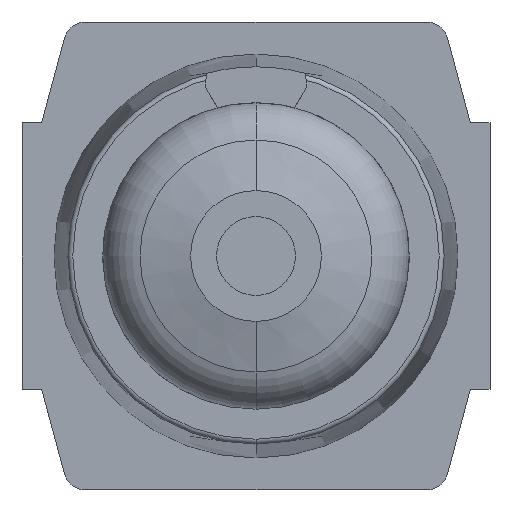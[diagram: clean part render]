
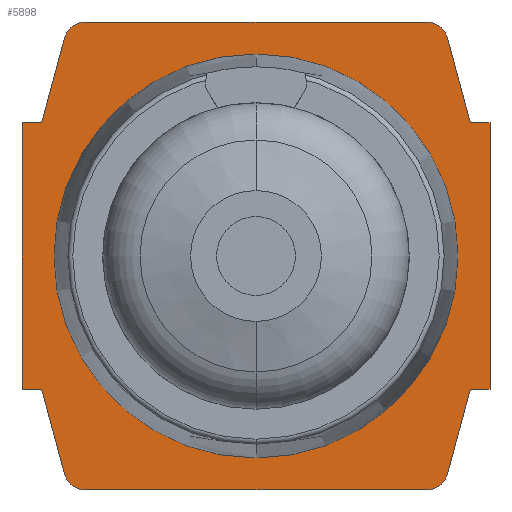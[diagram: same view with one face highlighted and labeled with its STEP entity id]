
A CAD part, front view. The second image highlights one B-rep face of the part: STEP entity #5898.
In plain terms, the highlighted planar face has unit normal (0, -1, 0).
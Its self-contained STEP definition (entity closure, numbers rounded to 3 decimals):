
#34 = LINE ( 'NONE', #6817, #6482 ) ;
#80 = LINE ( 'NONE', #1796, #6526 ) ;
#158 = CARTESIAN_POINT ( 'NONE',  ( 0., -47., 0. ) ) ;
#170 = DIRECTION ( 'NONE',  ( 0., -1., 0. ) ) ;
#206 = CARTESIAN_POINT ( 'NONE',  ( 43.5, -47., 27. ) ) ;
#285 = EDGE_LOOP ( 'NONE', ( #5214, #3430 ) ) ;
#364 = EDGE_CURVE ( 'NONE', #7381, #1759, #7756, .T. ) ;
#571 = FACE_OUTER_BOUND ( 'NONE', #3311, .T. ) ;
#730 = DIRECTION ( 'NONE',  ( -0.259, 0., -0.966 ) ) ;
#758 = CARTESIAN_POINT ( 'NONE',  ( -43.5, -47., -27. ) ) ;
#914 = DIRECTION ( 'NONE',  ( -0.259, 0., 0.966 ) ) ;
#921 = LINE ( 'NONE', #7418, #5711 ) ;
#940 = VERTEX_POINT ( 'NONE', #5852 ) ;
#941 = EDGE_CURVE ( 'NONE', #4370, #7381, #5934, .T. ) ;
#977 = VERTEX_POINT ( 'NONE', #5332 ) ;
#993 = CIRCLE ( 'NONE', #6114, 41. ) ;
#1153 = DIRECTION ( 'NONE',  ( -1., 0., 0. ) ) ;
#1175 = VECTOR ( 'NONE', #6370, 1000. ) ;
#1223 = EDGE_CURVE ( 'NONE', #940, #2829, #5830, .T. ) ;
#1325 = VECTOR ( 'NONE', #3209, 1000. ) ;
#1328 = CARTESIAN_POINT ( 'NONE',  ( -43.5, -47., 27. ) ) ;
#1452 = ORIENTED_EDGE ( 'NONE', *, *, #1641, .T. ) ;
#1463 = VERTEX_POINT ( 'NONE', #3555 ) ;
#1473 = EDGE_CURVE ( 'NONE', #1759, #2360, #4271, .T. ) ;
#1604 = VECTOR ( 'NONE', #5437, 1000. ) ;
#1641 = EDGE_CURVE ( 'NONE', #1463, #5168, #6591, .T. ) ;
#1700 = AXIS2_PLACEMENT_3D ( 'NONE', #7113, #2392, #3143 ) ;
#1716 = CARTESIAN_POINT ( 'NONE',  ( -34.554, -47., 47.5 ) ) ;
#1759 = VERTEX_POINT ( 'NONE', #3866 ) ;
#1794 = ORIENTED_EDGE ( 'NONE', *, *, #2373, .T. ) ;
#1796 = CARTESIAN_POINT ( 'NONE',  ( 47.5, -47., -27. ) ) ;
#1885 = CARTESIAN_POINT ( 'NONE',  ( -47.5, -47., -27. ) ) ;
#1901 = DIRECTION ( 'NONE',  ( 0., -1., 0. ) ) ;
#1953 = LINE ( 'NONE', #2330, #7782 ) ;
#1994 = AXIS2_PLACEMENT_3D ( 'NONE', #3568, #3556, #3554 ) ;
#2025 = ORIENTED_EDGE ( 'NONE', *, *, #2363, .T. ) ;
#2039 = CARTESIAN_POINT ( 'NONE',  ( 34.554, -47., 43. ) ) ;
#2184 = LINE ( 'NONE', #6680, #5312 ) ;
#2280 = CIRCLE ( 'NONE', #1994, 4.5 ) ;
#2290 = DIRECTION ( 'NONE',  ( 0., 0., -1. ) ) ;
#2330 = CARTESIAN_POINT ( 'NONE',  ( 47.5, -47., 27. ) ) ;
#2360 = VERTEX_POINT ( 'NONE', #5627 ) ;
#2363 = EDGE_CURVE ( 'NONE', #5168, #2897, #3378, .T. ) ;
#2373 = EDGE_CURVE ( 'NONE', #977, #7757, #34, .T. ) ;
#2389 = CARTESIAN_POINT ( 'NONE',  ( -43.5, -47., -27. ) ) ;
#2392 = DIRECTION ( 'NONE',  ( 0., -1., 0. ) ) ;
#2583 = CIRCLE ( 'NONE', #4204, 4.5 ) ;
#2621 = DIRECTION ( 'NONE',  ( 0., 1., 0. ) ) ;
#2769 = ORIENTED_EDGE ( 'NONE', *, *, #4361, .T. ) ;
#2829 = VERTEX_POINT ( 'NONE', #5495 ) ;
#2855 = DIRECTION ( 'NONE',  ( -1., 0., 0. ) ) ;
#2897 = VERTEX_POINT ( 'NONE', #4631 ) ;
#3022 = VECTOR ( 'NONE', #5173, 1000. ) ;
#3121 = CARTESIAN_POINT ( 'NONE',  ( 47.5, -47., -27. ) ) ;
#3135 = ORIENTED_EDGE ( 'NONE', *, *, #941, .F. ) ;
#3143 = DIRECTION ( 'NONE',  ( 0., 0., 1. ) ) ;
#3150 = EDGE_CURVE ( 'NONE', #2829, #940, #993, .T. ) ;
#3166 = ORIENTED_EDGE ( 'NONE', *, *, #364, .F. ) ;
#3209 = DIRECTION ( 'NONE',  ( -1., 0., 0. ) ) ;
#3289 = DIRECTION ( 'NONE',  ( -0.259, 0., 0.966 ) ) ;
#3311 = EDGE_LOOP ( 'NONE', ( #4638, #7387, #5204, #3166, #3135, #4525, #6161, #5009, #1452, #2025, #5166, #2769, #1794, #7654, #7284, #6493 ) ) ;
#3349 = CARTESIAN_POINT ( 'NONE',  ( -34.554, -47., -47.5 ) ) ;
#3370 = CARTESIAN_POINT ( 'NONE',  ( 47.5, -47., 27. ) ) ;
#3378 = CIRCLE ( 'NONE', #1700, 4.5 ) ;
#3409 = EDGE_CURVE ( 'NONE', #2897, #7728, #2184, .T. ) ;
#3430 = ORIENTED_EDGE ( 'NONE', *, *, #3150, .F. ) ;
#3526 = CARTESIAN_POINT ( 'NONE',  ( 38.007, -47., 47.5 ) ) ;
#3545 = VERTEX_POINT ( 'NONE', #4938 ) ;
#3554 = DIRECTION ( 'NONE',  ( 0., 0., 1. ) ) ;
#3555 = CARTESIAN_POINT ( 'NONE',  ( 34.554, -47., 47.5 ) ) ;
#3556 = DIRECTION ( 'NONE',  ( 0., -1., 0. ) ) ;
#3568 = CARTESIAN_POINT ( 'NONE',  ( 34.554, -47., -43. ) ) ;
#3816 = EDGE_CURVE ( 'NONE', #5443, #3545, #7064, .T. ) ;
#3830 = AXIS2_PLACEMENT_3D ( 'NONE', #3370, #2621, #5038 ) ;
#3866 = CARTESIAN_POINT ( 'NONE',  ( 43.5, -47., -27. ) ) ;
#4075 = CARTESIAN_POINT ( 'NONE',  ( 38.007, -47., -47.5 ) ) ;
#4204 = AXIS2_PLACEMENT_3D ( 'NONE', #2039, #1901, #6934 ) ;
#4248 = VERTEX_POINT ( 'NONE', #7006 ) ;
#4271 = LINE ( 'NONE', #4075, #3022 ) ;
#4279 = VECTOR ( 'NONE', #6920, 1000. ) ;
#4361 = EDGE_CURVE ( 'NONE', #7728, #977, #4531, .T. ) ;
#4370 = VERTEX_POINT ( 'NONE', #6351 ) ;
#4510 = CARTESIAN_POINT ( 'NONE',  ( 0., -47., 0. ) ) ;
#4525 = ORIENTED_EDGE ( 'NONE', *, *, #5758, .T. ) ;
#4531 = LINE ( 'NONE', #6359, #1175 ) ;
#4631 = CARTESIAN_POINT ( 'NONE',  ( -38.901, -47., 44.165 ) ) ;
#4638 = ORIENTED_EDGE ( 'NONE', *, *, #7610, .F. ) ;
#4857 = EDGE_CURVE ( 'NONE', #4248, #2360, #2280, .T. ) ;
#4909 = VERTEX_POINT ( 'NONE', #3349 ) ;
#4938 = CARTESIAN_POINT ( 'NONE',  ( 38.901, -47., 44.165 ) ) ;
#5009 = ORIENTED_EDGE ( 'NONE', *, *, #6100, .T. ) ;
#5038 = DIRECTION ( 'NONE',  ( 0., 0., 1. ) ) ;
#5070 = AXIS2_PLACEMENT_3D ( 'NONE', #7872, #7360, #7308 ) ;
#5166 = ORIENTED_EDGE ( 'NONE', *, *, #3409, .T. ) ;
#5168 = VERTEX_POINT ( 'NONE', #1716 ) ;
#5173 = DIRECTION ( 'NONE',  ( -0.259, 0., -0.966 ) ) ;
#5204 = ORIENTED_EDGE ( 'NONE', *, *, #1473, .F. ) ;
#5214 = ORIENTED_EDGE ( 'NONE', *, *, #1223, .F. ) ;
#5312 = VECTOR ( 'NONE', #730, 1000. ) ;
#5332 = CARTESIAN_POINT ( 'NONE',  ( -47.5, -47., 27. ) ) ;
#5416 = VECTOR ( 'NONE', #3289, 1000. ) ;
#5425 = AXIS2_PLACEMENT_3D ( 'NONE', #158, #170, #6713 ) ;
#5427 = CIRCLE ( 'NONE', #5070, 4.5 ) ;
#5437 = DIRECTION ( 'NONE',  ( -1., 0., 0. ) ) ;
#5443 = VERTEX_POINT ( 'NONE', #206 ) ;
#5495 = CARTESIAN_POINT ( 'NONE',  ( 0., -47., -41. ) ) ;
#5627 = CARTESIAN_POINT ( 'NONE',  ( 38.901, -47., -44.165 ) ) ;
#5711 = VECTOR ( 'NONE', #7502, 1000. ) ;
#5758 = EDGE_CURVE ( 'NONE', #4370, #5443, #1953, .T. ) ;
#5830 = CIRCLE ( 'NONE', #5425, 41. ) ;
#5852 = CARTESIAN_POINT ( 'NONE',  ( 0., -47., 41. ) ) ;
#5854 = LINE ( 'NONE', #758, #7678 ) ;
#5889 = CARTESIAN_POINT ( 'NONE',  ( -38.901, -47., -44.165 ) ) ;
#5898 = ADVANCED_FACE ( 'NONE', ( #7030, #571 ), #7552, .F. ) ;
#5934 = LINE ( 'NONE', #6770, #4279 ) ;
#6048 = CARTESIAN_POINT ( 'NONE',  ( -38.007, -47., 47.5 ) ) ;
#6100 = EDGE_CURVE ( 'NONE', #3545, #1463, #2583, .T. ) ;
#6114 = AXIS2_PLACEMENT_3D ( 'NONE', #4510, #7576, #6515 ) ;
#6161 = ORIENTED_EDGE ( 'NONE', *, *, #3816, .T. ) ;
#6194 = EDGE_CURVE ( 'NONE', #8029, #7757, #80, .T. ) ;
#6351 = CARTESIAN_POINT ( 'NONE',  ( 47.5, -47., 27. ) ) ;
#6359 = CARTESIAN_POINT ( 'NONE',  ( 47.5, -47., 27. ) ) ;
#6370 = DIRECTION ( 'NONE',  ( -1., 0., 0. ) ) ;
#6482 = VECTOR ( 'NONE', #2290, 1000. ) ;
#6493 = ORIENTED_EDGE ( 'NONE', *, *, #7951, .T. ) ;
#6515 = DIRECTION ( 'NONE',  ( 0., 0., -1. ) ) ;
#6526 = VECTOR ( 'NONE', #1153, 1000. ) ;
#6586 = EDGE_CURVE ( 'NONE', #6987, #8029, #5854, .T. ) ;
#6591 = LINE ( 'NONE', #6048, #1604 ) ;
#6680 = CARTESIAN_POINT ( 'NONE',  ( -43.5, -47., 27. ) ) ;
#6713 = DIRECTION ( 'NONE',  ( 0., 0., -1. ) ) ;
#6770 = CARTESIAN_POINT ( 'NONE',  ( 47.5, -47., 27. ) ) ;
#6817 = CARTESIAN_POINT ( 'NONE',  ( -47.5, -47., 27. ) ) ;
#6920 = DIRECTION ( 'NONE',  ( 0., 0., -1. ) ) ;
#6934 = DIRECTION ( 'NONE',  ( 0., 0., 1. ) ) ;
#6987 = VERTEX_POINT ( 'NONE', #5889 ) ;
#7006 = CARTESIAN_POINT ( 'NONE',  ( 34.554, -47., -47.5 ) ) ;
#7030 = FACE_BOUND ( 'NONE', #285, .T. ) ;
#7064 = LINE ( 'NONE', #3526, #5416 ) ;
#7113 = CARTESIAN_POINT ( 'NONE',  ( -34.554, -47., 43. ) ) ;
#7161 = CARTESIAN_POINT ( 'NONE',  ( 47.5, -47., -27. ) ) ;
#7284 = ORIENTED_EDGE ( 'NONE', *, *, #6586, .F. ) ;
#7308 = DIRECTION ( 'NONE',  ( 0., 0., 1. ) ) ;
#7360 = DIRECTION ( 'NONE',  ( 0., -1., 0. ) ) ;
#7381 = VERTEX_POINT ( 'NONE', #3121 ) ;
#7387 = ORIENTED_EDGE ( 'NONE', *, *, #4857, .T. ) ;
#7418 = CARTESIAN_POINT ( 'NONE',  ( -38.007, -47., -47.5 ) ) ;
#7502 = DIRECTION ( 'NONE',  ( -1., 0., 0. ) ) ;
#7552 = PLANE ( 'NONE',  #3830 ) ;
#7576 = DIRECTION ( 'NONE',  ( 0., -1., 0. ) ) ;
#7610 = EDGE_CURVE ( 'NONE', #4248, #4909, #921, .T. ) ;
#7654 = ORIENTED_EDGE ( 'NONE', *, *, #6194, .F. ) ;
#7678 = VECTOR ( 'NONE', #914, 1000. ) ;
#7728 = VERTEX_POINT ( 'NONE', #1328 ) ;
#7756 = LINE ( 'NONE', #7161, #1325 ) ;
#7757 = VERTEX_POINT ( 'NONE', #1885 ) ;
#7782 = VECTOR ( 'NONE', #2855, 1000. ) ;
#7872 = CARTESIAN_POINT ( 'NONE',  ( -34.554, -47., -43. ) ) ;
#7951 = EDGE_CURVE ( 'NONE', #6987, #4909, #5427, .T. ) ;
#8029 = VERTEX_POINT ( 'NONE', #2389 ) ;
